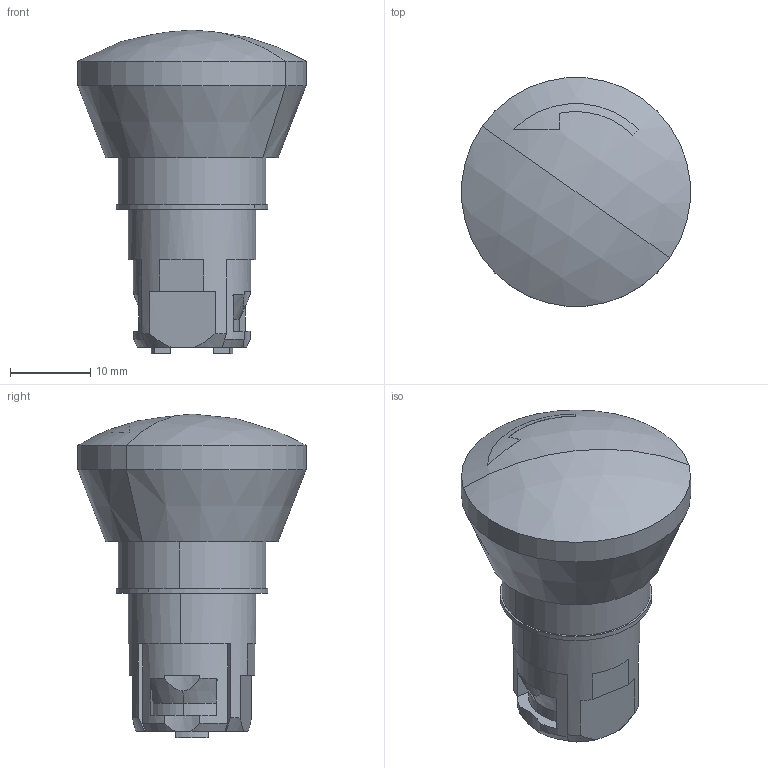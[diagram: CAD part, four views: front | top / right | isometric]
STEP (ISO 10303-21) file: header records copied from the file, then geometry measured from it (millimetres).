
FILE_DESCRIPTION(('STEP AP214'),'1');
FILE_NAME('cctmp_EE8218FF-1C42-48A6-88B1-7ADD454342BF_2023_08_14_22_15_22_0595..stp','2023-08-14T20:15:22',('SIEMENS A&D'),('CADClick - www.CADClick.com'),'Spatial InterOp 3D postprocessed',' ','unknown authorization');
FILE_SCHEMA(('AUTOMOTIVE_DESIGN'));
Length unit declared in the file: millimetre
Products named in the file (1): 2023_08_14_22_15_22_0590
Bounding box: 28.39 x 28.39 x 40.27 mm (x, y, z)
Volume: 12209.5 mm3; surface area: 3502.5 mm2
Topology: 1 solids, 1 shells, 95 faces, 260 edges, 172 vertices
Faces by surface type: plane 44, cylinder 34, cone 14, sphere 3
Entity records: 3574 total; most frequent: CARTESIAN_POINT 768, DIRECTION 543, ORIENTED_EDGE 520, EDGE_CURVE 260, AXIS2_PLACEMENT_3D 207, VERTEX_POINT 172, LINE 129, VECTOR 129
